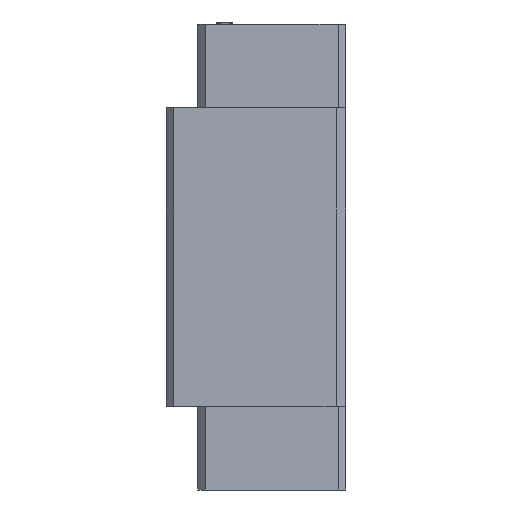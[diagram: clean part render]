
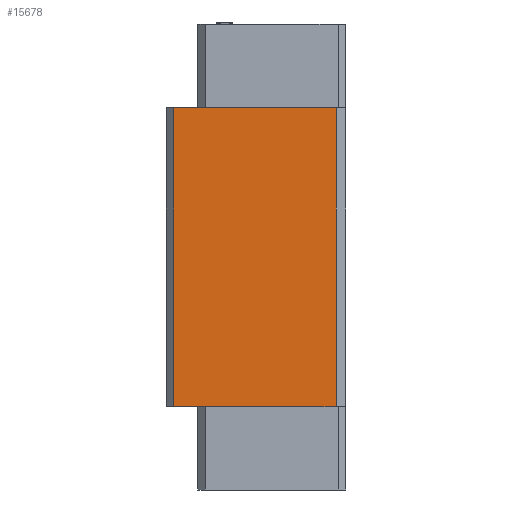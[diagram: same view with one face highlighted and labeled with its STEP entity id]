
A CAD part, left-side view. The second image highlights one B-rep face of the part: STEP entity #15678.
In plain terms, the highlighted planar face has unit normal (-1, 0, 0).
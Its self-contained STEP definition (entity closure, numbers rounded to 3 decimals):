
#9594 = CARTESIAN_POINT ( 'NONE',  ( -17., -9.4, -19.7 ) ) ;
#9595 = DIRECTION ( 'NONE',  ( 0., 0., 1. ) ) ;
#9596 = VECTOR ( 'NONE', #9595, 1000. ) ;
#9597 = CARTESIAN_POINT ( 'NONE',  ( -17., -9.4, -19.7 ) ) ;
#9598 = LINE ( 'NONE', #9597, #9596 ) ;
#9613 = DIRECTION ( 'NONE',  ( 0., 0., -1. ) ) ;
#9614 = VECTOR ( 'NONE', #9613, 1000. ) ;
#9615 = CARTESIAN_POINT ( 'NONE',  ( -17., 12., -19.7 ) ) ;
#9616 = LINE ( 'NONE', #9615, #9614 ) ;
#9617 = CARTESIAN_POINT ( 'NONE',  ( -17., 12., -19.7 ) ) ;
#9667 = CARTESIAN_POINT ( 'NONE',  ( -17., -9.4, 19.7 ) ) ;
#9668 = DIRECTION ( 'NONE',  ( 0., 1., 0. ) ) ;
#9669 = VECTOR ( 'NONE', #9668, 1000. ) ;
#9670 = CARTESIAN_POINT ( 'NONE',  ( -17., 12., 19.7 ) ) ;
#9671 = LINE ( 'NONE', #9670, #9669 ) ;
#9672 = CARTESIAN_POINT ( 'NONE',  ( -17., 12., 19.7 ) ) ;
#9856 = DIRECTION ( 'NONE',  ( 0., -1., 0. ) ) ;
#9857 = VECTOR ( 'NONE', #9856, 1000. ) ;
#9858 = CARTESIAN_POINT ( 'NONE',  ( -17., 12., -19.7 ) ) ;
#9859 = LINE ( 'NONE', #9858, #9857 ) ;
#9944 = DIRECTION ( 'NONE',  ( 0., 0., 1. ) ) ;
#9945 = DIRECTION ( 'NONE',  ( -1., 0., 0. ) ) ;
#9946 = CARTESIAN_POINT ( 'NONE',  ( -17., 12., -19.7 ) ) ;
#9947 = AXIS2_PLACEMENT_3D ( 'NONE', #9946, #9945, #9944 ) ;
#9948 = PLANE ( 'NONE',  #9947 ) ;
#9949 = FACE_OUTER_BOUND ( 'NONE', #15679, .T. ) ;
#15443 = EDGE_CURVE ( 'NONE', #15444, #15504, #9598, .T. ) ;
#15444 = VERTEX_POINT ( 'NONE', #9594 ) ;
#15480 = VERTEX_POINT ( 'NONE', #9617 ) ;
#15482 = EDGE_CURVE ( 'NONE', #15488, #15480, #9616, .T. ) ;
#15488 = VERTEX_POINT ( 'NONE', #9672 ) ;
#15490 = EDGE_CURVE ( 'NONE', #15504, #15488, #9671, .T. ) ;
#15504 = VERTEX_POINT ( 'NONE', #9667 ) ;
#15613 = EDGE_CURVE ( 'NONE', #15480, #15444, #9859, .T. ) ;
#15665 = ORIENTED_EDGE ( 'NONE', *, *, #15482, .T. ) ;
#15666 = ORIENTED_EDGE ( 'NONE', *, *, #15613, .T. ) ;
#15667 = ORIENTED_EDGE ( 'NONE', *, *, #15443, .T. ) ;
#15668 = ORIENTED_EDGE ( 'NONE', *, *, #15490, .T. ) ;
#15678 = ADVANCED_FACE ( 'NONE', ( #9949 ), #9948, .T. ) ;
#15679 = EDGE_LOOP ( 'NONE', ( #15665, #15666, #15667, #15668 ) ) ;
